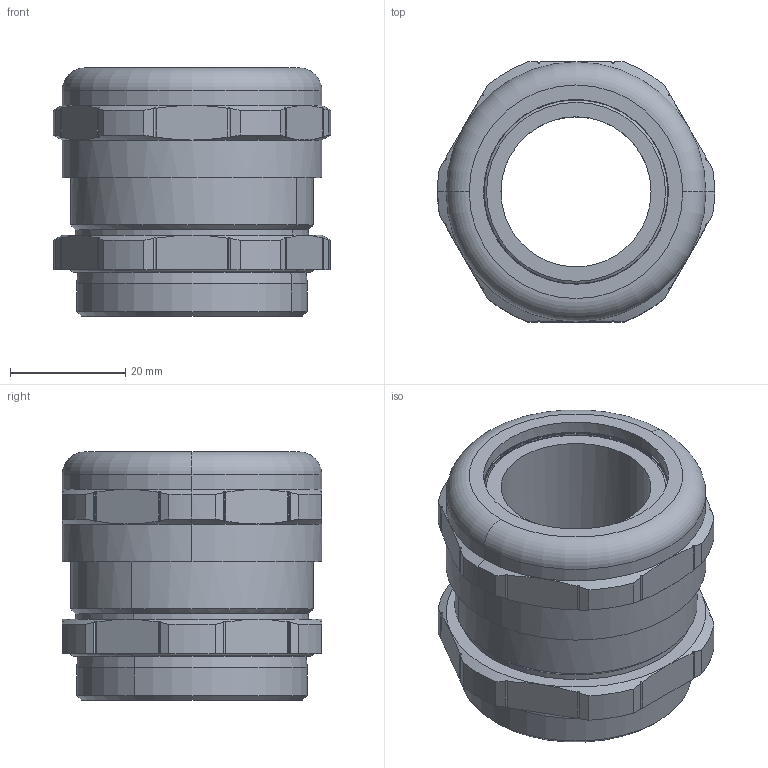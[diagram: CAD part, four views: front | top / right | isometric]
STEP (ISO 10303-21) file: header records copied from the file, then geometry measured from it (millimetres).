
FILE_DESCRIPTION(('CATIA V5 STEP','CAx-IF Rec.Pracs.--- Model Styling and Organization---1.4--- 2014-01-23'),'2;1');
FILE_NAME ('13129785_4', '2022-08-24T10:03:41+00:00', ('none'), ('Weidmueller'), 'CATIA Version 5-6 Release 2016 SP3 HF44', 'CATIA V5 STEP AP214', 'none');
FILE_SCHEMA(('AUTOMOTIVE_DESIGN { 1 0 10303 214 1 1 1 1 }'));
Length unit declared in the file: millimetre
Products named in the file (1): 1193620000
Bounding box: 48 x 45 x 43 mm (x, y, z)
Volume: 31655.3 mm3; surface area: 21545.3 mm2
Topology: 2 solids, 2 shells, 215 faces, 534 edges, 336 vertices
Faces by surface type: cylinder 82, plane 53, cone 46, torus 34
Entity records: 7244 total; most frequent: CARTESIAN_POINT 2491, ORIENTED_EDGE 1068, DIRECTION 782, EDGE_CURVE 534, AXIS2_PLACEMENT_3D 404, VERTEX_POINT 336, EDGE_LOOP 232, ADVANCED_FACE 215
